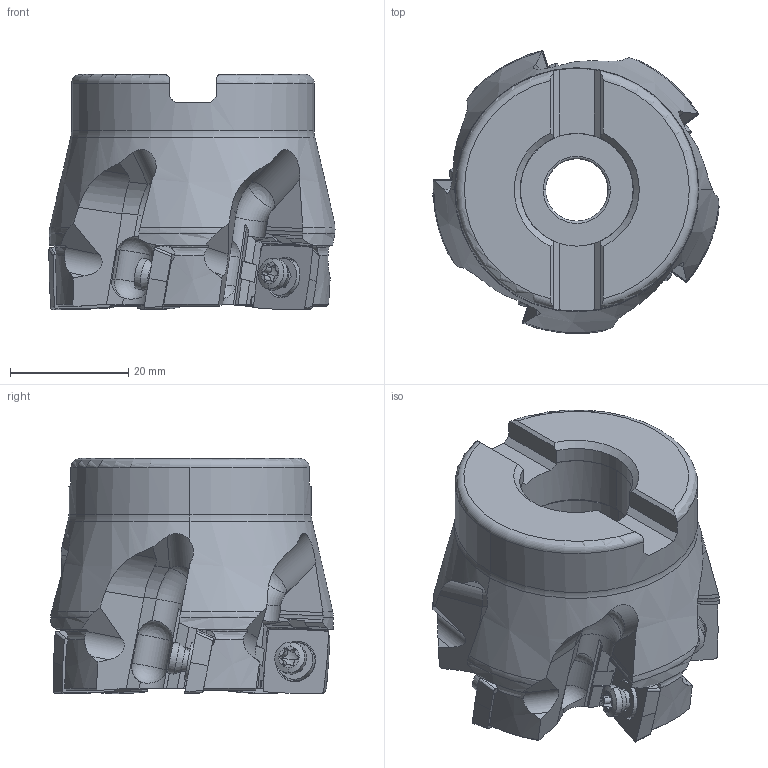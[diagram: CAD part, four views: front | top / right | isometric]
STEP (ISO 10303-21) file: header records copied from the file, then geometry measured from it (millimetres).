
FILE_DESCRIPTION(/* description */ (''),/* implementation_level */ '2;1');
FILE_NAME(/* name */ 'ASX400R0205.stp',/* time_stamp */ '2021-09-08T11:42:02+09:00',/* author */ (''),/* organization */ (''),/* preprocessor_version */ 'ST-DEVELOPER v16',/* originating_system */ 'SIEMENS PLM Software NX 10.0',/* authorisation */ '');
FILE_SCHEMA (('AUTOMOTIVE_DESIGN { 1 0 10303 214 3 1 1 1 }'));
Length unit declared in the file: millimetre
Products named in the file (1): ASX400R0205_ASM
Bounding box: 48.32 x 47.81 x 39.72 mm (x, y, z)
Volume: 38232.9 mm3; surface area: 15649 mm2
Topology: 16 solids, 16 shells, 794 faces, 2271 edges, 1542 vertices
Faces by surface type: plane 321, cylinder 274, cone 102, torus 42, sphere 25, extrusion 20, bspline 10
Entity records: 31669 total; most frequent: CARTESIAN_POINT 10794, ORIENTED_EDGE 4432, DIRECTION 4085, EDGE_CURVE 2216, AXIS2_PLACEMENT_3D 1568, VERTEX_POINT 1485, VECTOR 949, LINE 929
